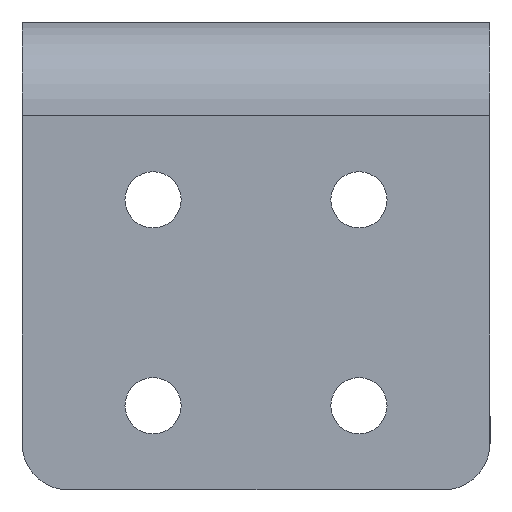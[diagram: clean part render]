
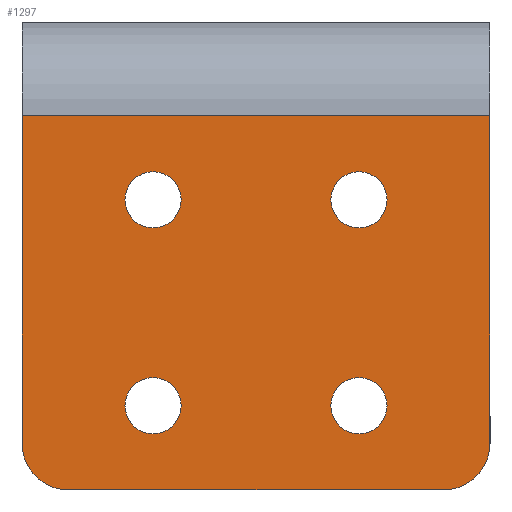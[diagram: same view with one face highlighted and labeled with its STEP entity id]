
A CAD part, front view. The second image highlights one B-rep face of the part: STEP entity #1297.
In plain terms, the highlighted planar face has unit normal (0, -1, 0).
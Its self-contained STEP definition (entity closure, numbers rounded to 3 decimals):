
#1 = AXIS2_PLACEMENT_3D ( 'NONE', #345, #1494, #239 ) ;
#6 = FACE_BOUND ( 'NONE', #438, .T. ) ;
#15 = ORIENTED_EDGE ( 'NONE', *, *, #638, .F. ) ;
#30 = AXIS2_PLACEMENT_3D ( 'NONE', #472, #98, #322 ) ;
#31 = VERTEX_POINT ( 'NONE', #198 ) ;
#56 = ORIENTED_EDGE ( 'NONE', *, *, #754, .T. ) ;
#82 = FACE_BOUND ( 'NONE', #574, .T. ) ;
#90 = DIRECTION ( 'NONE',  ( 0., 0., -1. ) ) ;
#98 = DIRECTION ( 'NONE',  ( 0., 1., 0. ) ) ;
#119 = DIRECTION ( 'NONE',  ( 0., 0., -1. ) ) ;
#129 = LINE ( 'NONE', #689, #1224 ) ;
#139 = CARTESIAN_POINT ( 'NONE',  ( -20., -162.5, -45. ) ) ;
#171 = LINE ( 'NONE', #1320, #1343 ) ;
#181 = VERTEX_POINT ( 'NONE', #826 ) ;
#182 = EDGE_CURVE ( 'NONE', #1608, #1254, #1168, .T. ) ;
#192 = AXIS2_PLACEMENT_3D ( 'NONE', #973, #333, #1475 ) ;
#198 = CARTESIAN_POINT ( 'NONE',  ( 11., -162.5, -16. ) ) ;
#204 = CIRCLE ( 'NONE', #641, 3. ) ;
#239 = DIRECTION ( 'NONE',  ( 0., 0., -1. ) ) ;
#241 = VECTOR ( 'NONE', #119, 1000. ) ;
#249 = VERTEX_POINT ( 'NONE', #729 ) ;
#254 = CIRCLE ( 'NONE', #1222, 5. ) ;
#256 = CARTESIAN_POINT ( 'NONE',  ( -20., -162.5, -50. ) ) ;
#306 = EDGE_CURVE ( 'NONE', #181, #897, #1585, .T. ) ;
#309 = DIRECTION ( 'NONE',  ( 0., 0., 1. ) ) ;
#319 = CARTESIAN_POINT ( 'NONE',  ( -11., -162.5, -41. ) ) ;
#322 = DIRECTION ( 'NONE',  ( 0., 0., -1. ) ) ;
#323 = ORIENTED_EDGE ( 'NONE', *, *, #1537, .T. ) ;
#333 = DIRECTION ( 'NONE',  ( 0., 1., 0. ) ) ;
#345 = CARTESIAN_POINT ( 'NONE',  ( 11., -162.5, -41. ) ) ;
#351 = CARTESIAN_POINT ( 'NONE',  ( -25., -162.5, -45. ) ) ;
#362 = CARTESIAN_POINT ( 'NONE',  ( 20., -162.5, -45. ) ) ;
#365 = DIRECTION ( 'NONE',  ( 0., 1., 0. ) ) ;
#370 = AXIS2_PLACEMENT_3D ( 'NONE', #691, #824, #1450 ) ;
#372 = DIRECTION ( 'NONE',  ( 0., -1., 0. ) ) ;
#398 = EDGE_LOOP ( 'NONE', ( #671, #1370, #1375, #1349, #15, #323 ) ) ;
#428 = DIRECTION ( 'NONE',  ( 0., 0., 1. ) ) ;
#438 = EDGE_LOOP ( 'NONE', ( #940, #731 ) ) ;
#465 = VERTEX_POINT ( 'NONE', #256 ) ;
#469 = CARTESIAN_POINT ( 'NONE',  ( 25., -162.5, -5. ) ) ;
#472 = CARTESIAN_POINT ( 'NONE',  ( -11., -162.5, -19. ) ) ;
#494 = AXIS2_PLACEMENT_3D ( 'NONE', #1573, #946, #428 ) ;
#509 = DIRECTION ( 'NONE',  ( 0., 0., 1. ) ) ;
#550 = VERTEX_POINT ( 'NONE', #913 ) ;
#556 = DIRECTION ( 'NONE',  ( 1., 0., 0. ) ) ;
#574 = EDGE_LOOP ( 'NONE', ( #688, #1154 ) ) ;
#579 = CARTESIAN_POINT ( 'NONE',  ( -25., -162.5, -10. ) ) ;
#632 = DIRECTION ( 'NONE',  ( 0., 0., 1. ) ) ;
#637 = DIRECTION ( 'NONE',  ( 0., -1., 0. ) ) ;
#638 = EDGE_CURVE ( 'NONE', #550, #465, #171, .T. ) ;
#641 = AXIS2_PLACEMENT_3D ( 'NONE', #319, #1057, #1193 ) ;
#642 = CARTESIAN_POINT ( 'NONE',  ( 11., -162.5, -19. ) ) ;
#659 = CARTESIAN_POINT ( 'NONE',  ( -11., -162.5, -38. ) ) ;
#662 = LINE ( 'NONE', #767, #769 ) ;
#671 = ORIENTED_EDGE ( 'NONE', *, *, #306, .F. ) ;
#679 = CIRCLE ( 'NONE', #1121, 3. ) ;
#688 = ORIENTED_EDGE ( 'NONE', *, *, #1303, .T. ) ;
#689 = CARTESIAN_POINT ( 'NONE',  ( 25., -162.5, -10. ) ) ;
#691 = CARTESIAN_POINT ( 'NONE',  ( -11., -162.5, -19. ) ) ;
#696 = FACE_BOUND ( 'NONE', #1566, .T. ) ;
#697 = DIRECTION ( 'NONE',  ( -1., 0., 0. ) ) ;
#701 = VERTEX_POINT ( 'NONE', #1187 ) ;
#702 = PLANE ( 'NONE',  #494 ) ;
#729 = CARTESIAN_POINT ( 'NONE',  ( -11., -162.5, -44. ) ) ;
#731 = ORIENTED_EDGE ( 'NONE', *, *, #182, .T. ) ;
#735 = CIRCLE ( 'NONE', #1109, 3. ) ;
#739 = CARTESIAN_POINT ( 'NONE',  ( -11., -162.5, -16. ) ) ;
#749 = CARTESIAN_POINT ( 'NONE',  ( 11., -162.5, -44. ) ) ;
#754 = EDGE_CURVE ( 'NONE', #701, #31, #933, .T. ) ;
#767 = CARTESIAN_POINT ( 'NONE',  ( -25., -162.5, -50. ) ) ;
#769 = VECTOR ( 'NONE', #1013, 1000. ) ;
#772 = EDGE_CURVE ( 'NONE', #1331, #979, #857, .T. ) ;
#800 = EDGE_LOOP ( 'NONE', ( #1313, #801 ) ) ;
#801 = ORIENTED_EDGE ( 'NONE', *, *, #772, .T. ) ;
#816 = CARTESIAN_POINT ( 'NONE',  ( -11., -162.5, -22. ) ) ;
#824 = DIRECTION ( 'NONE',  ( 0., 1., 0. ) ) ;
#826 = CARTESIAN_POINT ( 'NONE',  ( 25., -162.5, -10. ) ) ;
#847 = CARTESIAN_POINT ( 'NONE',  ( 11., -162.5, -41. ) ) ;
#857 = CIRCLE ( 'NONE', #30, 3. ) ;
#865 = EDGE_CURVE ( 'NONE', #1254, #1608, #735, .T. ) ;
#897 = VERTEX_POINT ( 'NONE', #1617 ) ;
#913 = CARTESIAN_POINT ( 'NONE',  ( 20., -162.5, -50. ) ) ;
#923 = ORIENTED_EDGE ( 'NONE', *, *, #1517, .T. ) ;
#933 = CIRCLE ( 'NONE', #192, 3. ) ;
#940 = ORIENTED_EDGE ( 'NONE', *, *, #865, .T. ) ;
#946 = DIRECTION ( 'NONE',  ( 0., 1., 0. ) ) ;
#953 = VERTEX_POINT ( 'NONE', #351 ) ;
#973 = CARTESIAN_POINT ( 'NONE',  ( 11., -162.5, -19. ) ) ;
#979 = VERTEX_POINT ( 'NONE', #739 ) ;
#1003 = CIRCLE ( 'NONE', #1359, 5. ) ;
#1013 = DIRECTION ( 'NONE',  ( 0., 0., 1. ) ) ;
#1057 = DIRECTION ( 'NONE',  ( 0., 1., 0. ) ) ;
#1058 = CIRCLE ( 'NONE', #370, 3. ) ;
#1065 = DIRECTION ( 'NONE',  ( 0., 1., 0. ) ) ;
#1068 = VERTEX_POINT ( 'NONE', #659 ) ;
#1109 = AXIS2_PLACEMENT_3D ( 'NONE', #847, #1335, #90 ) ;
#1121 = AXIS2_PLACEMENT_3D ( 'NONE', #642, #365, #1504 ) ;
#1131 = AXIS2_PLACEMENT_3D ( 'NONE', #1454, #1065, #309 ) ;
#1154 = ORIENTED_EDGE ( 'NONE', *, *, #1273, .T. ) ;
#1155 = EDGE_CURVE ( 'NONE', #1346, #181, #129, .T. ) ;
#1168 = CIRCLE ( 'NONE', #1, 3. ) ;
#1187 = CARTESIAN_POINT ( 'NONE',  ( 11., -162.5, -22. ) ) ;
#1193 = DIRECTION ( 'NONE',  ( 0., 0., 1. ) ) ;
#1198 = CARTESIAN_POINT ( 'NONE',  ( 11., -162.5, -38. ) ) ;
#1222 = AXIS2_PLACEMENT_3D ( 'NONE', #362, #372, #509 ) ;
#1224 = VECTOR ( 'NONE', #556, 1000. ) ;
#1254 = VERTEX_POINT ( 'NONE', #1198 ) ;
#1265 = FACE_BOUND ( 'NONE', #800, .T. ) ;
#1273 = EDGE_CURVE ( 'NONE', #249, #1068, #204, .T. ) ;
#1281 = EDGE_CURVE ( 'NONE', #979, #1331, #1058, .T. ) ;
#1297 = ADVANCED_FACE ( 'NONE', ( #1265, #6, #696, #82, #1579 ), #702, .F. ) ;
#1303 = EDGE_CURVE ( 'NONE', #1068, #249, #1380, .T. ) ;
#1313 = ORIENTED_EDGE ( 'NONE', *, *, #1281, .T. ) ;
#1320 = CARTESIAN_POINT ( 'NONE',  ( 25., -162.5, -50. ) ) ;
#1331 = VERTEX_POINT ( 'NONE', #816 ) ;
#1335 = DIRECTION ( 'NONE',  ( 0., 1., 0. ) ) ;
#1343 = VECTOR ( 'NONE', #697, 1000. ) ;
#1346 = VERTEX_POINT ( 'NONE', #579 ) ;
#1349 = ORIENTED_EDGE ( 'NONE', *, *, #1530, .T. ) ;
#1359 = AXIS2_PLACEMENT_3D ( 'NONE', #139, #637, #632 ) ;
#1370 = ORIENTED_EDGE ( 'NONE', *, *, #1155, .F. ) ;
#1375 = ORIENTED_EDGE ( 'NONE', *, *, #1616, .F. ) ;
#1380 = CIRCLE ( 'NONE', #1131, 3. ) ;
#1450 = DIRECTION ( 'NONE',  ( 0., 0., -1. ) ) ;
#1454 = CARTESIAN_POINT ( 'NONE',  ( -11., -162.5, -41. ) ) ;
#1475 = DIRECTION ( 'NONE',  ( 0., 0., 1. ) ) ;
#1494 = DIRECTION ( 'NONE',  ( 0., 1., 0. ) ) ;
#1504 = DIRECTION ( 'NONE',  ( 0., 0., 1. ) ) ;
#1517 = EDGE_CURVE ( 'NONE', #31, #701, #679, .T. ) ;
#1530 = EDGE_CURVE ( 'NONE', #953, #465, #1003, .T. ) ;
#1537 = EDGE_CURVE ( 'NONE', #550, #897, #254, .T. ) ;
#1566 = EDGE_LOOP ( 'NONE', ( #923, #56 ) ) ;
#1573 = CARTESIAN_POINT ( 'NONE',  ( 0., -162.5, 0. ) ) ;
#1579 = FACE_OUTER_BOUND ( 'NONE', #398, .T. ) ;
#1585 = LINE ( 'NONE', #469, #241 ) ;
#1608 = VERTEX_POINT ( 'NONE', #749 ) ;
#1616 = EDGE_CURVE ( 'NONE', #953, #1346, #662, .T. ) ;
#1617 = CARTESIAN_POINT ( 'NONE',  ( 25., -162.5, -45. ) ) ;
